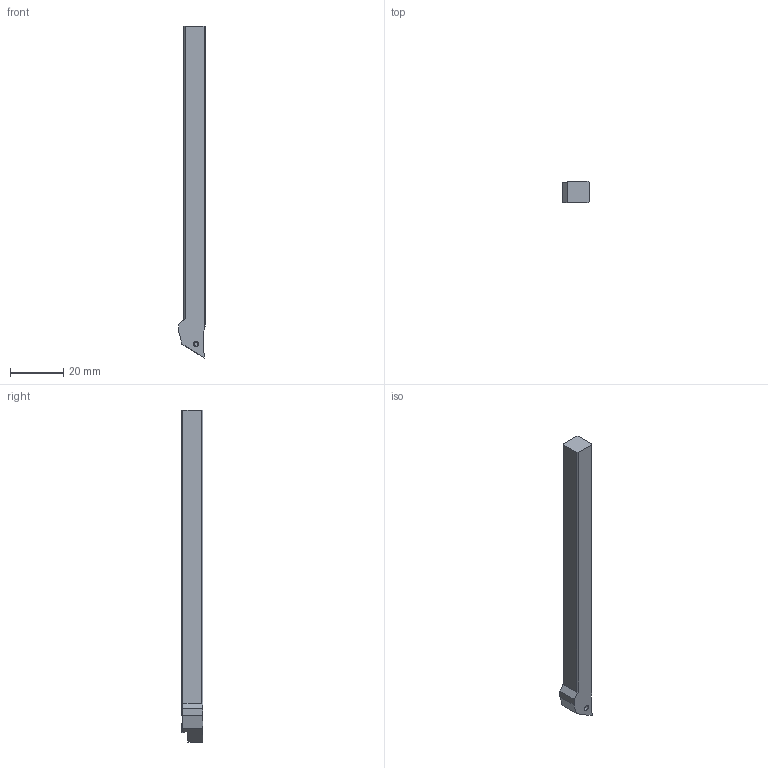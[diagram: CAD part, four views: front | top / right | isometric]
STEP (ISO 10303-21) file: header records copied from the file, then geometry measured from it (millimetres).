
FILE_DESCRIPTION(/* description */ (''),/* implementation_level */ '2;1');
FILE_NAME(/* name */ 'SDJCL0808K07-SM.stp',/* time_stamp */ '2021-12-22T09:38:34+09:00',/* author */ (''),/* organization */ (''),/* preprocessor_version */ 'ST-DEVELOPER v16',/* originating_system */ 'SIEMENS PLM Software NX 10.0',/* authorisation */ '');
FILE_SCHEMA (('AUTOMOTIVE_DESIGN { 1 0 10303 214 3 1 1 1 }'));
Length unit declared in the file: millimetre
Products named in the file (1): SDJCL0808K07-SM_ASM
Bounding box: 10 x 8.14 x 124.44 mm (x, y, z)
Volume: 7704.2 mm3; surface area: 4036.2 mm2
Topology: 2 solids, 2 shells, 60 faces, 169 edges, 115 vertices
Faces by surface type: plane 26, cylinder 22, cone 8, torus 2, bspline 2
Entity records: 2321 total; most frequent: CARTESIAN_POINT 649, DIRECTION 335, ORIENTED_EDGE 334, EDGE_CURVE 167, AXIS2_PLACEMENT_3D 120, VERTEX_POINT 112, LINE 95, VECTOR 95
